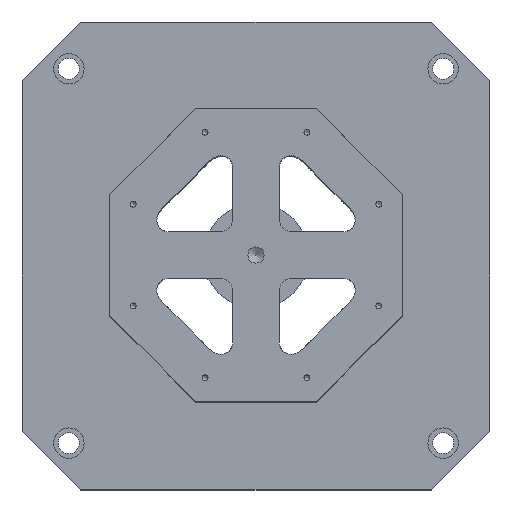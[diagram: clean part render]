
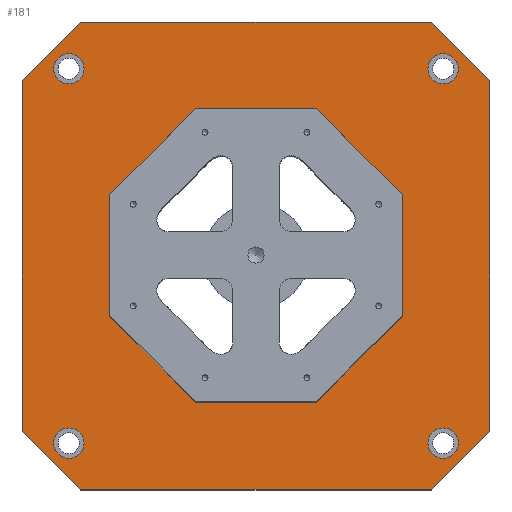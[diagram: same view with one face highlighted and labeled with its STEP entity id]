
A CAD part, top view. The second image highlights one B-rep face of the part: STEP entity #181.
In plain terms, the highlighted planar face has unit normal (0, 0, 1).
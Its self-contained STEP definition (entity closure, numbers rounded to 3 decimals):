
#181 = ADVANCED_FACE( '', ( #877, #878, #879, #880, #881, #882 ), #883, .T. );
#877 = FACE_BOUND( '', #2176, .T. );
#878 = FACE_BOUND( '', #2177, .T. );
#879 = FACE_BOUND( '', #2178, .T. );
#880 = FACE_BOUND( '', #2179, .T. );
#881 = FACE_BOUND( '', #2180, .T. );
#882 = FACE_OUTER_BOUND( '', #2181, .T. );
#883 = PLANE( '', #2182 );
#2176 = EDGE_LOOP( '', ( #4141 ) );
#2177 = EDGE_LOOP( '', ( #4142 ) );
#2178 = EDGE_LOOP( '', ( #4143 ) );
#2179 = EDGE_LOOP( '', ( #4144 ) );
#2180 = EDGE_LOOP( '', ( #4145, #4146, #4147, #4148, #4149, #4150, #4151, #4152 ) );
#2181 = EDGE_LOOP( '', ( #4153, #4154, #4155, #4156, #4157, #4158, #4159, #4160 ) );
#2182 = AXIS2_PLACEMENT_3D( '', #4161, #4162, #4163 );
#4141 = ORIENTED_EDGE( '', *, *, #6237, .T. );
#4142 = ORIENTED_EDGE( '', *, *, #6241, .T. );
#4143 = ORIENTED_EDGE( '', *, *, #6245, .T. );
#4144 = ORIENTED_EDGE( '', *, *, #6249, .T. );
#4145 = ORIENTED_EDGE( '', *, *, #6687, .F. );
#4146 = ORIENTED_EDGE( '', *, *, #6669, .F. );
#4147 = ORIENTED_EDGE( '', *, *, #6651, .F. );
#4148 = ORIENTED_EDGE( '', *, *, #6633, .F. );
#4149 = ORIENTED_EDGE( '', *, *, #6615, .F. );
#4150 = ORIENTED_EDGE( '', *, *, #6597, .F. );
#4151 = ORIENTED_EDGE( '', *, *, #6579, .F. );
#4152 = ORIENTED_EDGE( '', *, *, #6562, .F. );
#4153 = ORIENTED_EDGE( '', *, *, #6716, .T. );
#4154 = ORIENTED_EDGE( '', *, *, #6717, .T. );
#4155 = ORIENTED_EDGE( '', *, *, #6419, .T. );
#4156 = ORIENTED_EDGE( '', *, *, #6014, .T. );
#4157 = ORIENTED_EDGE( '', *, *, #6718, .T. );
#4158 = ORIENTED_EDGE( '', *, *, #6719, .T. );
#4159 = ORIENTED_EDGE( '', *, *, #6720, .T. );
#4160 = ORIENTED_EDGE( '', *, *, #6721, .T. );
#4161 = CARTESIAN_POINT( '', ( -200., -200., 50. ) );
#4162 = DIRECTION( '', ( 0., 0., 1. ) );
#4163 = DIRECTION( '', ( 1., 0., 0. ) );
#6014 = EDGE_CURVE( '', #7022, #7023, #7024, .F. );
#6237 = EDGE_CURVE( '', #7411, #7411, #7412, .T. );
#6241 = EDGE_CURVE( '', #7419, #7419, #7420, .T. );
#6245 = EDGE_CURVE( '', #7427, #7427, #7428, .T. );
#6249 = EDGE_CURVE( '', #7435, #7435, #7436, .T. );
#6419 = EDGE_CURVE( '', #7728, #7022, #7729, .T. );
#6562 = EDGE_CURVE( '', #8000, #8002, #8003, .T. );
#6579 = EDGE_CURVE( '', #8002, #8035, #8036, .T. );
#6597 = EDGE_CURVE( '', #8035, #8070, #8071, .T. );
#6615 = EDGE_CURVE( '', #8070, #8105, #8106, .T. );
#6633 = EDGE_CURVE( '', #8105, #8140, #8141, .T. );
#6651 = EDGE_CURVE( '', #8140, #8175, #8176, .T. );
#6669 = EDGE_CURVE( '', #8175, #8210, #8211, .T. );
#6687 = EDGE_CURVE( '', #8210, #8000, #8245, .T. );
#6716 = EDGE_CURVE( '', #8279, #8280, #8281, .T. );
#6717 = EDGE_CURVE( '', #8280, #7728, #8282, .F. );
#6718 = EDGE_CURVE( '', #7023, #8283, #8284, .T. );
#6719 = EDGE_CURVE( '', #8283, #8285, #8286, .F. );
#6720 = EDGE_CURVE( '', #8285, #8287, #8288, .T. );
#6721 = EDGE_CURVE( '', #8287, #8279, #8289, .F. );
#7022 = VERTEX_POINT( '', #8620 );
#7023 = VERTEX_POINT( '', #8621 );
#7024 = LINE( '', #8622, #8623 );
#7411 = VERTEX_POINT( '', #10731 );
#7412 = CIRCLE( '', #10732, 13. );
#7419 = VERTEX_POINT( '', #10739 );
#7420 = CIRCLE( '', #10740, 13. );
#7427 = VERTEX_POINT( '', #10747 );
#7428 = CIRCLE( '', #10748, 13. );
#7435 = VERTEX_POINT( '', #10755 );
#7436 = CIRCLE( '', #10756, 13. );
#7728 = VERTEX_POINT( '', #11153 );
#7729 = LINE( '', #11154, #11155 );
#8000 = VERTEX_POINT( '', #11497 );
#8002 = VERTEX_POINT( '', #11500 );
#8003 = LINE( '', #11501, #11502 );
#8035 = VERTEX_POINT( '', #11535 );
#8036 = LINE( '', #11536, #11537 );
#8070 = VERTEX_POINT( '', #11572 );
#8071 = LINE( '', #11573, #11574 );
#8105 = VERTEX_POINT( '', #11609 );
#8106 = LINE( '', #11610, #11611 );
#8140 = VERTEX_POINT( '', #11646 );
#8141 = LINE( '', #11647, #11648 );
#8175 = VERTEX_POINT( '', #11683 );
#8176 = LINE( '', #11684, #11685 );
#8210 = VERTEX_POINT( '', #11720 );
#8211 = LINE( '', #11721, #11722 );
#8245 = LINE( '', #11757, #11758 );
#8279 = VERTEX_POINT( '', #11798 );
#8280 = VERTEX_POINT( '', #11799 );
#8281 = LINE( '', #11800, #11801 );
#8282 = LINE( '', #11802, #11803 );
#8283 = VERTEX_POINT( '', #11804 );
#8284 = LINE( '', #11805, #11806 );
#8285 = VERTEX_POINT( '', #11807 );
#8286 = LINE( '', #11808, #11809 );
#8287 = VERTEX_POINT( '', #11810 );
#8288 = LINE( '', #11811, #11812 );
#8289 = LINE( '', #11813, #11814 );
#8620 = CARTESIAN_POINT( '', ( -200., -150., 50. ) );
#8621 = CARTESIAN_POINT( '', ( -150., -200., 50. ) );
#8622 = CARTESIAN_POINT( '', ( -175., -175., 50. ) );
#8623 = VECTOR( '', #14550, 1000. );
#10731 = CARTESIAN_POINT( '', ( -160., -173., 50. ) );
#10732 = AXIS2_PLACEMENT_3D( '', #14877, #14878, #14879 );
#10739 = CARTESIAN_POINT( '', ( 160., -173., 50. ) );
#10740 = AXIS2_PLACEMENT_3D( '', #14889, #14890, #14891 );
#10747 = CARTESIAN_POINT( '', ( 160., 147., 50. ) );
#10748 = AXIS2_PLACEMENT_3D( '', #14901, #14902, #14903 );
#10755 = CARTESIAN_POINT( '', ( -160., 147., 50. ) );
#10756 = AXIS2_PLACEMENT_3D( '', #14913, #14914, #14915 );
#11153 = CARTESIAN_POINT( '', ( -200., 150., 50. ) );
#11154 = CARTESIAN_POINT( '', ( -200., 200., 50. ) );
#11155 = VECTOR( '', #15213, 1000. );
#11497 = CARTESIAN_POINT( '', ( -51.777, -125., 50. ) );
#11500 = CARTESIAN_POINT( '', ( 51.777, -125., 50. ) );
#11501 = CARTESIAN_POINT( '', ( -200., -125., 50. ) );
#11502 = VECTOR( '', #15496, 1000. );
#11535 = CARTESIAN_POINT( '', ( 125., -51.777, 50. ) );
#11536 = CARTESIAN_POINT( '', ( -111.612, -288.388, 50. ) );
#11537 = VECTOR( '', #15543, 1000. );
#11572 = CARTESIAN_POINT( '', ( 125., 51.777, 50. ) );
#11573 = CARTESIAN_POINT( '', ( 125., -200., 50. ) );
#11574 = VECTOR( '', #15593, 1000. );
#11609 = CARTESIAN_POINT( '', ( 51.777, 125., 50. ) );
#11610 = CARTESIAN_POINT( '', ( 88.388, 88.388, 50. ) );
#11611 = VECTOR( '', #15643, 1000. );
#11646 = CARTESIAN_POINT( '', ( -51.777, 125., 50. ) );
#11647 = CARTESIAN_POINT( '', ( -200., 125., 50. ) );
#11648 = VECTOR( '', #15693, 1000. );
#11683 = CARTESIAN_POINT( '', ( -125., 51.777, 50. ) );
#11684 = CARTESIAN_POINT( '', ( -288.388, -111.612, 50. ) );
#11685 = VECTOR( '', #15743, 1000. );
#11720 = CARTESIAN_POINT( '', ( -125., -51.777, 50. ) );
#11721 = CARTESIAN_POINT( '', ( -125., -200., 50. ) );
#11722 = VECTOR( '', #15793, 1000. );
#11757 = CARTESIAN_POINT( '', ( -88.388, -88.388, 50. ) );
#11758 = VECTOR( '', #15843, 1000. );
#11798 = CARTESIAN_POINT( '', ( 150., 200., 50. ) );
#11799 = CARTESIAN_POINT( '', ( -150., 200., 50. ) );
#11800 = CARTESIAN_POINT( '', ( 200., 200., 50. ) );
#11801 = VECTOR( '', #15916, 1000. );
#11802 = CARTESIAN_POINT( '', ( -375., -25., 50. ) );
#11803 = VECTOR( '', #15917, 1000. );
#11804 = CARTESIAN_POINT( '', ( 150., -200., 50. ) );
#11805 = CARTESIAN_POINT( '', ( -200., -200., 50. ) );
#11806 = VECTOR( '', #15918, 1000. );
#11807 = CARTESIAN_POINT( '', ( 200., -150., 50. ) );
#11808 = CARTESIAN_POINT( '', ( -25., -375., 50. ) );
#11809 = VECTOR( '', #15919, 1000. );
#11810 = CARTESIAN_POINT( '', ( 200., 150., 50. ) );
#11811 = CARTESIAN_POINT( '', ( 200., -200., 50. ) );
#11812 = VECTOR( '', #15920, 1000. );
#11813 = CARTESIAN_POINT( '', ( 175., 175., 50. ) );
#11814 = VECTOR( '', #15921, 1000. );
#14550 = DIRECTION( '', ( -0.707, 0.707, 0. ) );
#14877 = CARTESIAN_POINT( '', ( -160., -160., 50. ) );
#14878 = DIRECTION( '', ( 0., 0., -1. ) );
#14879 = DIRECTION( '', ( 0., -1., 0. ) );
#14889 = CARTESIAN_POINT( '', ( 160., -160., 50. ) );
#14890 = DIRECTION( '', ( 0., 0., -1. ) );
#14891 = DIRECTION( '', ( 0., -1., 0. ) );
#14901 = CARTESIAN_POINT( '', ( 160., 160., 50. ) );
#14902 = DIRECTION( '', ( 0., 0., -1. ) );
#14903 = DIRECTION( '', ( 0., -1., 0. ) );
#14913 = CARTESIAN_POINT( '', ( -160., 160., 50. ) );
#14914 = DIRECTION( '', ( 0., 0., -1. ) );
#14915 = DIRECTION( '', ( 0., -1., 0. ) );
#15213 = DIRECTION( '', ( 0., -1., 0. ) );
#15496 = DIRECTION( '', ( 1., 0., 0. ) );
#15543 = DIRECTION( '', ( 0.707, 0.707, 0. ) );
#15593 = DIRECTION( '', ( 0., 1., 0. ) );
#15643 = DIRECTION( '', ( -0.707, 0.707, 0. ) );
#15693 = DIRECTION( '', ( -1., 0., 0. ) );
#15743 = DIRECTION( '', ( -0.707, -0.707, 0. ) );
#15793 = DIRECTION( '', ( 0., -1., 0. ) );
#15843 = DIRECTION( '', ( 0.707, -0.707, 0. ) );
#15916 = DIRECTION( '', ( -1., 0., 0. ) );
#15917 = DIRECTION( '', ( 0.707, 0.707, 0. ) );
#15918 = DIRECTION( '', ( 1., 0., 0. ) );
#15919 = DIRECTION( '', ( -0.707, -0.707, 0. ) );
#15920 = DIRECTION( '', ( 0., 1., 0. ) );
#15921 = DIRECTION( '', ( 0.707, -0.707, 0. ) );
